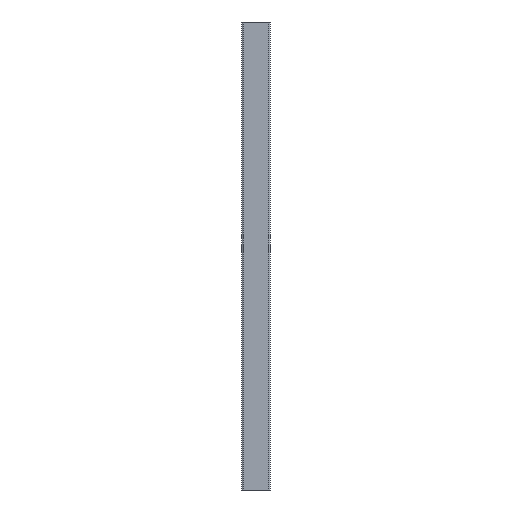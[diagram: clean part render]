
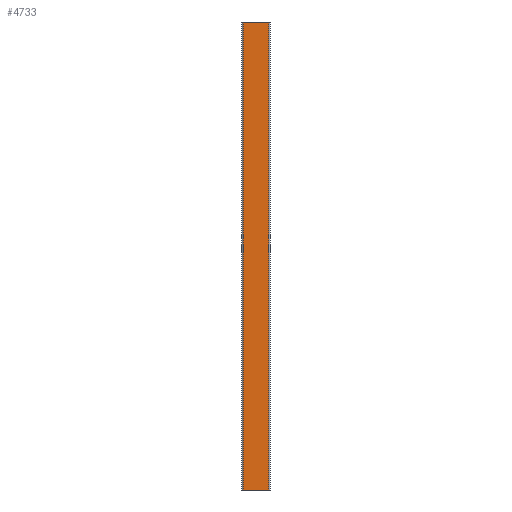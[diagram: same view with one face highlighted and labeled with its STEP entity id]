
A CAD part, front view. The second image highlights one B-rep face of the part: STEP entity #4733.
In plain terms, the highlighted planar face has unit normal (0, -1, 0).
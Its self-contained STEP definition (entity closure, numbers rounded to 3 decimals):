
#153=PLANE('',#5203);
#387=FACE_OUTER_BOUND('',#625,.T.);
#625=EDGE_LOOP('',(#3901,#3902,#3903,#3904));
#1109=LINE('',#8004,#1573);
#1110=LINE('',#8007,#1574);
#1111=LINE('',#8009,#1575);
#1112=LINE('',#8010,#1576);
#1573=VECTOR('',#6595,1000.);
#1574=VECTOR('',#6598,54.);
#1575=VECTOR('',#6599,54.);
#1576=VECTOR('',#6600,1000.);
#2277=VERTEX_POINT('',#8000);
#2278=VERTEX_POINT('',#8002);
#2279=VERTEX_POINT('',#8006);
#2280=VERTEX_POINT('',#8008);
#2973=EDGE_CURVE('',#2277,#2278,#1109,.T.);
#2974=EDGE_CURVE('',#2279,#2277,#1110,.T.);
#2975=EDGE_CURVE('',#2280,#2278,#1111,.T.);
#2976=EDGE_CURVE('',#2279,#2280,#1112,.T.);
#3901=ORIENTED_EDGE('',*,*,#2974,.T.);
#3902=ORIENTED_EDGE('',*,*,#2973,.T.);
#3903=ORIENTED_EDGE('',*,*,#2975,.F.);
#3904=ORIENTED_EDGE('',*,*,#2976,.F.);
#4733=ADVANCED_FACE('',(#387),#153,.T.);
#5203=AXIS2_PLACEMENT_3D('',#8005,#6596,#6597);
#6595=DIRECTION('',(0.,0.,1.));
#6596=DIRECTION('center_axis',(0.,-1.,0.));
#6597=DIRECTION('ref_axis',(1.,0.,0.));
#6598=DIRECTION('',(1.,0.,0.));
#6599=DIRECTION('',(1.,0.,0.));
#6600=DIRECTION('',(0.,0.,1.));
#8000=CARTESIAN_POINT('',(54.,0.,0.));
#8002=CARTESIAN_POINT('',(54.,0.,1000.));
#8004=CARTESIAN_POINT('',(54.,0.,0.));
#8005=CARTESIAN_POINT('Origin',(0.,0.,0.));
#8006=CARTESIAN_POINT('',(0.,0.,0.));
#8007=CARTESIAN_POINT('',(0.,0.,0.));
#8008=CARTESIAN_POINT('',(0.,0.,1000.));
#8009=CARTESIAN_POINT('',(0.,0.,1000.));
#8010=CARTESIAN_POINT('',(0.,0.,0.));
